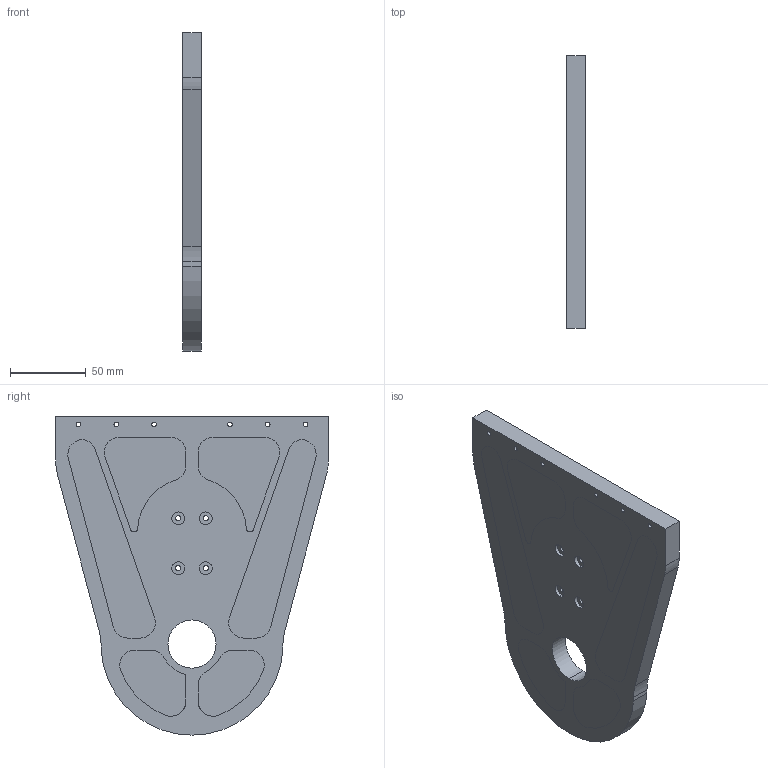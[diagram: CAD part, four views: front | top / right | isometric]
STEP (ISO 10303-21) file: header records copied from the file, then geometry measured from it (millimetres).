
FILE_DESCRIPTION (( 'STEP AP214' ), '1' );
FILE_NAME ('Wall.STEP', '2025-02-17T03:39:51', ( '' ), ( '' ), 'SwSTEP 2.0', 'SolidWorks 2022', '' );
FILE_SCHEMA (( 'AUTOMOTIVE_DESIGN' ));
Length unit declared in the file: millimetre
Products named in the file (1): Wall
Bounding box: 12.5 x 180 x 210.13 mm (x, y, z)
Volume: 205263.1 mm3; surface area: 88325.2 mm2
Topology: 7 solids, 7 shells, 160 faces, 423 edges, 282 vertices
Faces by surface type: cylinder 102, plane 58
Entity records: 5207 total; most frequent: DIRECTION 949, CARTESIAN_POINT 866, ORIENTED_EDGE 846, EDGE_CURVE 423, AXIS2_PLACEMENT_3D 365, VERTEX_POINT 282, VECTOR 219, LINE 219
